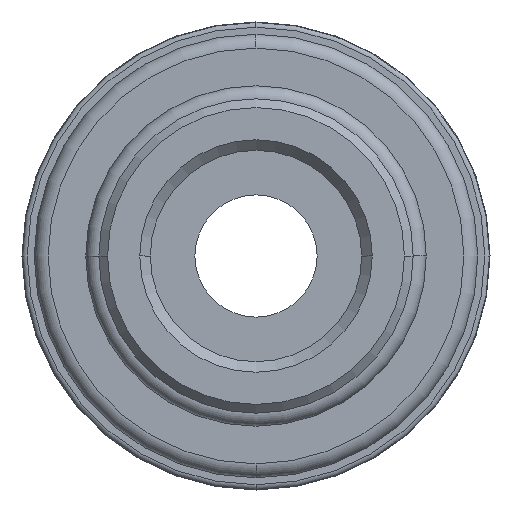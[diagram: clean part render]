
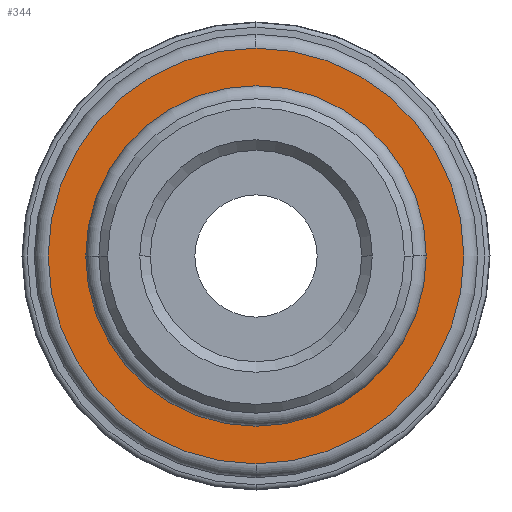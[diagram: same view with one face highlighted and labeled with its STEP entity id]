
A CAD part, front view. The second image highlights one B-rep face of the part: STEP entity #344.
In plain terms, the highlighted planar face has unit normal (0, -1, 0).
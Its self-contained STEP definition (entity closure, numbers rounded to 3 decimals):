
#344=ADVANCED_FACE('',(#722,#723),#724,.T.);
#722=FACE_BOUND('',#30186,.T.);
#723=FACE_OUTER_BOUND('',#30187,.T.);
#724=PLANE('',#30188);
#30186=EDGE_LOOP('',(#31083,#31084,#31085));
#30187=EDGE_LOOP('',(#31086,#31087,#31088));
#30188=AXIS2_PLACEMENT_3D('',#31089,#31090,#31091);
#31083=ORIENTED_EDGE('',*,*,#31497,.T.);
#31084=ORIENTED_EDGE('',*,*,#31449,.T.);
#31085=ORIENTED_EDGE('',*,*,#31498,.T.);
#31086=ORIENTED_EDGE('',*,*,#31566,.F.);
#31087=ORIENTED_EDGE('',*,*,#31565,.F.);
#31088=ORIENTED_EDGE('',*,*,#31403,.F.);
#31089=CARTESIAN_POINT('',(10.45,2.5,0.0));
#31090=DIRECTION('',(-0.0,-1.0,-0.0));
#31091=DIRECTION('',(-1.0,0.0,0.0));
#31403=EDGE_CURVE('',#31854,#31847,#31856,.T.);
#31449=EDGE_CURVE('',#31928,#31931,#31933,.T.);
#31497=EDGE_CURVE('',#32009,#31928,#32010,.T.);
#31498=EDGE_CURVE('',#31931,#32009,#32011,.T.);
#31565=EDGE_CURVE('',#31847,#32106,#32107,.T.);
#31566=EDGE_CURVE('',#32106,#31854,#32108,.T.);
#31847=VERTEX_POINT('',#32573);
#31854=VERTEX_POINT('',#32580);
#31856=CIRCLE('',#32582,11.9);
#31928=VERTEX_POINT('',#32721);
#31931=VERTEX_POINT('',#32724);
#31933=CIRCLE('',#32726,9.75);
#32009=VERTEX_POINT('',#35027);
#32010=CIRCLE('',#35028,9.75);
#32011=CIRCLE('',#35029,9.75);
#32106=VERTEX_POINT('',#35245);
#32107=CIRCLE('',#35246,11.9);
#32108=CIRCLE('',#35247,11.9);
#32573=CARTESIAN_POINT('',(0.,2.5,11.9));
#32580=CARTESIAN_POINT('',(0.,2.5,-11.9));
#32582=AXIS2_PLACEMENT_3D('',#35819,#35820,#35821);
#32721=CARTESIAN_POINT('',(9.75,2.5,0.));
#32724=CARTESIAN_POINT('',(-9.75,2.5,0.));
#32726=AXIS2_PLACEMENT_3D('',#35891,#35892,#35893);
#35027=CARTESIAN_POINT('',(0.,2.5,9.75));
#35028=AXIS2_PLACEMENT_3D('',#35948,#35949,#35950);
#35029=AXIS2_PLACEMENT_3D('',#35951,#35952,#35953);
#35245=CARTESIAN_POINT('',(11.9,2.5,0.0));
#35246=AXIS2_PLACEMENT_3D('',#36051,#36052,#36053);
#35247=AXIS2_PLACEMENT_3D('',#36054,#36055,#36056);
#35819=CARTESIAN_POINT('',(0.0,2.5,0.0));
#35820=DIRECTION('',(-0.0,1.0,0.0));
#35821=DIRECTION('',(1.0,0.0,0.0));
#35891=CARTESIAN_POINT('',(0.0,2.5,0.0));
#35892=DIRECTION('',(0.0,1.0,0.0));
#35893=DIRECTION('',(0.0,0.0,-1.0));
#35948=CARTESIAN_POINT('',(0.0,2.5,0.0));
#35949=DIRECTION('',(0.0,1.0,0.0));
#35950=DIRECTION('',(0.0,0.0,-1.0));
#35951=CARTESIAN_POINT('',(0.0,2.5,0.0));
#35952=DIRECTION('',(0.0,1.0,0.0));
#35953=DIRECTION('',(0.0,0.0,-1.0));
#36051=CARTESIAN_POINT('',(0.0,2.5,0.0));
#36052=DIRECTION('',(-0.0,1.0,0.0));
#36053=DIRECTION('',(1.0,0.0,0.0));
#36054=CARTESIAN_POINT('',(0.0,2.5,0.0));
#36055=DIRECTION('',(-0.0,1.0,0.0));
#36056=DIRECTION('',(1.0,0.0,0.0));
